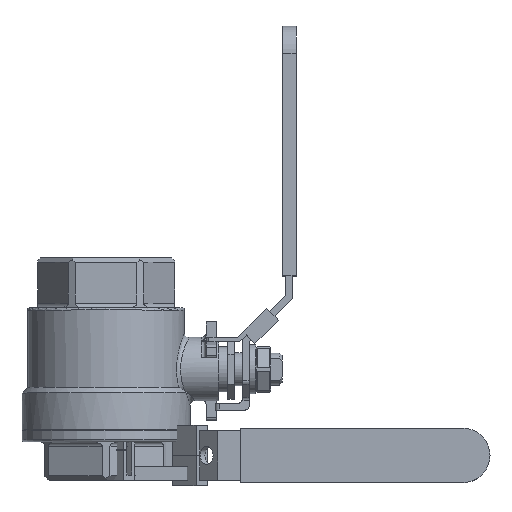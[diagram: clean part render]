
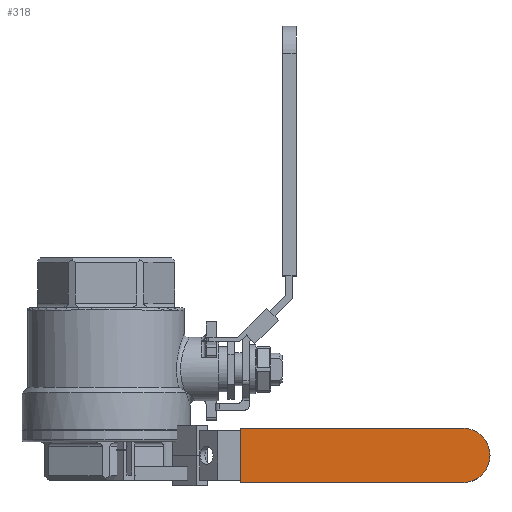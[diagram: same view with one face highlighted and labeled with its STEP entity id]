
A CAD part, top view. The second image highlights one B-rep face of the part: STEP entity #318.
In plain terms, the highlighted face is planar.
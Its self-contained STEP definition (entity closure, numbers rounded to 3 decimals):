
#318 = ADVANCED_FACE( '', ( #818 ), #819, .F. );
#818 = FACE_OUTER_BOUND( '', #1773, .T. );
#819 = PLANE( '', #1774 );
#1773 = EDGE_LOOP( '', ( #2687, #2688, #2689, #2690 ) );
#1774 = AXIS2_PLACEMENT_3D( '', #2691, #2692, #2693 );
#2687 = ORIENTED_EDGE( '', *, *, #4548, .T. );
#2688 = ORIENTED_EDGE( '', *, *, #4549, .F. );
#2689 = ORIENTED_EDGE( '', *, *, #4434, .F. );
#2690 = ORIENTED_EDGE( '', *, *, #4550, .F. );
#2691 = CARTESIAN_POINT( '', ( 0., 0., 0. ) );
#2692 = DIRECTION( '', ( 0., 1., 0. ) );
#2693 = DIRECTION( '', ( 0., 0., 1. ) );
#4434 = EDGE_CURVE( '', #5193, #5194, #5195, .T. );
#4548 = EDGE_CURVE( '', #5395, #5396, #5397, .F. );
#4549 = EDGE_CURVE( '', #5194, #5396, #5398, .T. );
#4550 = EDGE_CURVE( '', #5395, #5193, #5399, .T. );
#5193 = VERTEX_POINT( '', #6316 );
#5194 = VERTEX_POINT( '', #6317 );
#5195 = LINE( '', #6318, #6319 );
#5395 = VERTEX_POINT( '', #7037 );
#5396 = VERTEX_POINT( '', #7038 );
#5397 = CIRCLE( '', #7039, 12. );
#5398 = LINE( '', #7040, #7041 );
#5399 = LINE( '', #7042, #7043 );
#6316 = CARTESIAN_POINT( '', ( 0., 0., 0. ) );
#6317 = CARTESIAN_POINT( '', ( 0., 0., 24. ) );
#6318 = CARTESIAN_POINT( '', ( 0., 0., 0. ) );
#6319 = VECTOR( '', #8571, 1000. );
#7037 = CARTESIAN_POINT( '', ( 98., 0., 0. ) );
#7038 = CARTESIAN_POINT( '', ( 98., 0., 24. ) );
#7039 = AXIS2_PLACEMENT_3D( '', #8701, #8702, #8703 );
#7040 = CARTESIAN_POINT( '', ( 0., 0., 24. ) );
#7041 = VECTOR( '', #8704, 1000. );
#7042 = CARTESIAN_POINT( '', ( 110., 0., 0. ) );
#7043 = VECTOR( '', #8705, 1000. );
#8571 = DIRECTION( '', ( 0., 0., 1. ) );
#8701 = CARTESIAN_POINT( '', ( 98., 0., 12. ) );
#8702 = DIRECTION( '', ( 0., 1., 0. ) );
#8703 = DIRECTION( '', ( 0., 0., 1. ) );
#8704 = DIRECTION( '', ( 1., 0., 0. ) );
#8705 = DIRECTION( '', ( -1., 0., 0. ) );
